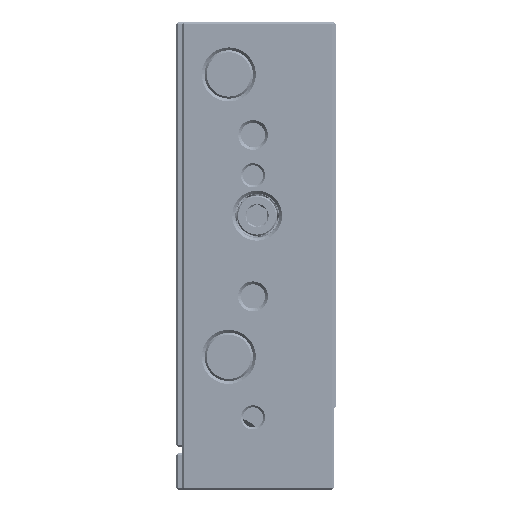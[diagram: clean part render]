
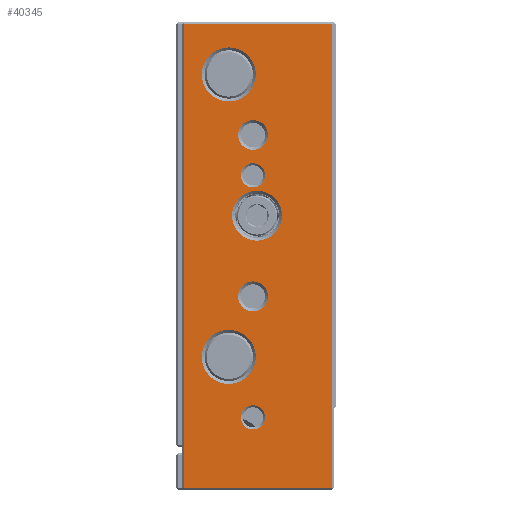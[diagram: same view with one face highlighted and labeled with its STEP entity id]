
A CAD part, front view. The second image highlights one B-rep face of the part: STEP entity #40345.
In plain terms, the highlighted face is planar.
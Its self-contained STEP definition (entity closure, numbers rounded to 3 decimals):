
#872=FACE_BOUND('',#5080,.T.);
#873=FACE_BOUND('',#5081,.T.);
#874=FACE_BOUND('',#5082,.T.);
#875=FACE_BOUND('',#5083,.T.);
#876=FACE_BOUND('',#5084,.T.);
#877=FACE_BOUND('',#5085,.T.);
#878=FACE_BOUND('',#5086,.T.);
#1206=PLANE('',#42958);
#1532=CIRCLE('',#42959,6.7);
#1533=CIRCLE('',#42960,6.7);
#1534=CIRCLE('',#42961,3.);
#1535=CIRCLE('',#42962,3.7);
#1536=CIRCLE('',#42963,3.7);
#1537=CIRCLE('',#42964,3.);
#1538=CIRCLE('',#42965,6.2);
#2661=FACE_OUTER_BOUND('',#5079,.T.);
#5079=EDGE_LOOP('',(#26420,#26421,#26422,#26423));
#5080=EDGE_LOOP('',(#26424));
#5081=EDGE_LOOP('',(#26425));
#5082=EDGE_LOOP('',(#26426));
#5083=EDGE_LOOP('',(#26427));
#5084=EDGE_LOOP('',(#26428));
#5085=EDGE_LOOP('',(#26429));
#5086=EDGE_LOOP('',(#26430));
#11051=LINE('',#60216,#13130);
#11054=LINE('',#60220,#13133);
#11059=LINE('',#60228,#13138);
#11064=LINE('',#60235,#13143);
#13130=VECTOR('',#46527,10.);
#13133=VECTOR('',#46532,10.);
#13138=VECTOR('',#46543,10.);
#13143=VECTOR('',#46552,10.);
#15381=VERTEX_POINT('',#60171);
#15389=VERTEX_POINT('',#60188);
#15393=VERTEX_POINT('',#60202);
#15398=VERTEX_POINT('',#60212);
#15414=VERTEX_POINT('',#60281);
#15415=VERTEX_POINT('',#60283);
#15416=VERTEX_POINT('',#60285);
#15417=VERTEX_POINT('',#60287);
#15418=VERTEX_POINT('',#60289);
#15419=VERTEX_POINT('',#60291);
#15420=VERTEX_POINT('',#60293);
#19747=EDGE_CURVE('',#15393,#15398,#11051,.T.);
#19750=EDGE_CURVE('',#15398,#15389,#11054,.T.);
#19755=EDGE_CURVE('',#15381,#15393,#11059,.T.);
#19760=EDGE_CURVE('',#15389,#15381,#11064,.T.);
#19784=EDGE_CURVE('',#15414,#15414,#1532,.T.);
#19785=EDGE_CURVE('',#15415,#15415,#1533,.T.);
#19786=EDGE_CURVE('',#15416,#15416,#1534,.T.);
#19787=EDGE_CURVE('',#15417,#15417,#1535,.T.);
#19788=EDGE_CURVE('',#15418,#15418,#1536,.T.);
#19789=EDGE_CURVE('',#15419,#15419,#1537,.T.);
#19790=EDGE_CURVE('',#15420,#15420,#1538,.T.);
#26420=ORIENTED_EDGE('',*,*,#19747,.F.);
#26421=ORIENTED_EDGE('',*,*,#19755,.F.);
#26422=ORIENTED_EDGE('',*,*,#19760,.F.);
#26423=ORIENTED_EDGE('',*,*,#19750,.F.);
#26424=ORIENTED_EDGE('',*,*,#19784,.F.);
#26425=ORIENTED_EDGE('',*,*,#19785,.F.);
#26426=ORIENTED_EDGE('',*,*,#19786,.F.);
#26427=ORIENTED_EDGE('',*,*,#19787,.F.);
#26428=ORIENTED_EDGE('',*,*,#19788,.F.);
#26429=ORIENTED_EDGE('',*,*,#19789,.F.);
#26430=ORIENTED_EDGE('',*,*,#19790,.F.);
#40345=ADVANCED_FACE('',(#2661,#872,#873,#874,#875,#876,#877,#878),#1206,
 .T.);
#42958=AXIS2_PLACEMENT_3D('',#60280,#46603,#46604);
#42959=AXIS2_PLACEMENT_3D('',#60282,#46605,#46606);
#42960=AXIS2_PLACEMENT_3D('',#60284,#46607,#46608);
#42961=AXIS2_PLACEMENT_3D('',#60286,#46609,#46610);
#42962=AXIS2_PLACEMENT_3D('',#60288,#46611,#46612);
#42963=AXIS2_PLACEMENT_3D('',#60290,#46613,#46614);
#42964=AXIS2_PLACEMENT_3D('',#60292,#46615,#46616);
#42965=AXIS2_PLACEMENT_3D('',#60294,#46617,#46618);
#46527=DIRECTION('',(0.,1.,0.));
#46532=DIRECTION('',(0.,0.,1.));
#46543=DIRECTION('',(0.,0.,-1.));
#46552=DIRECTION('',(0.,-1.,0.));
#46603=DIRECTION('center_axis',(-1.,0.,0.));
#46604=DIRECTION('ref_axis',(0.,-1.,0.));
#46605=DIRECTION('center_axis',(-1.,0.,0.));
#46606=DIRECTION('ref_axis',(0.,0.,1.));
#46607=DIRECTION('center_axis',(-1.,0.,0.));
#46608=DIRECTION('ref_axis',(0.,0.,1.));
#46609=DIRECTION('center_axis',(-1.,0.,0.));
#46610=DIRECTION('ref_axis',(0.,0.,1.));
#46611=DIRECTION('center_axis',(-1.,0.,0.));
#46612=DIRECTION('ref_axis',(0.,0.,1.));
#46613=DIRECTION('center_axis',(-1.,0.,0.));
#46614=DIRECTION('ref_axis',(0.,0.,1.));
#46615=DIRECTION('center_axis',(-1.,0.,0.));
#46616=DIRECTION('ref_axis',(0.,0.,1.));
#46617=DIRECTION('center_axis',(-1.,0.,0.));
#46618=DIRECTION('ref_axis',(0.,0.,1.));
#60171=CARTESIAN_POINT('',(0.,0.5,37.));
#60188=CARTESIAN_POINT('',(0.,115.5,37.));
#60202=CARTESIAN_POINT('',(0.,0.5,0.5));
#60212=CARTESIAN_POINT('',(0.,115.5,0.5));
#60216=CARTESIAN_POINT('',(0.,87.,0.5));
#60220=CARTESIAN_POINT('',(0.,115.5,0.));
#60228=CARTESIAN_POINT('',(0.,0.5,0.));
#60235=CARTESIAN_POINT('',(0.,87.,37.));
#60280=CARTESIAN_POINT('Origin',(0.,116.,0.));
#60281=CARTESIAN_POINT('',(0.,33.,4.8));
#60282=CARTESIAN_POINT('Origin',(0.,33.,11.5));
#60283=CARTESIAN_POINT('',(0.,103.,4.8));
#60284=CARTESIAN_POINT('Origin',(0.,103.,11.5));
#60285=CARTESIAN_POINT('',(0.,78.,14.5));
#60286=CARTESIAN_POINT('Origin',(0.,78.,17.5));
#60287=CARTESIAN_POINT('',(0.,88.,13.8));
#60288=CARTESIAN_POINT('Origin',(0.,88.,17.5));
#60289=CARTESIAN_POINT('',(0.,48.,13.8));
#60290=CARTESIAN_POINT('Origin',(0.,48.,17.5));
#60291=CARTESIAN_POINT('',(0.,18.,14.5));
#60292=CARTESIAN_POINT('Origin',(0.,18.,17.5));
#60293=CARTESIAN_POINT('',(0.,68.,12.3));
#60294=CARTESIAN_POINT('Origin',(0.,68.,18.5));
